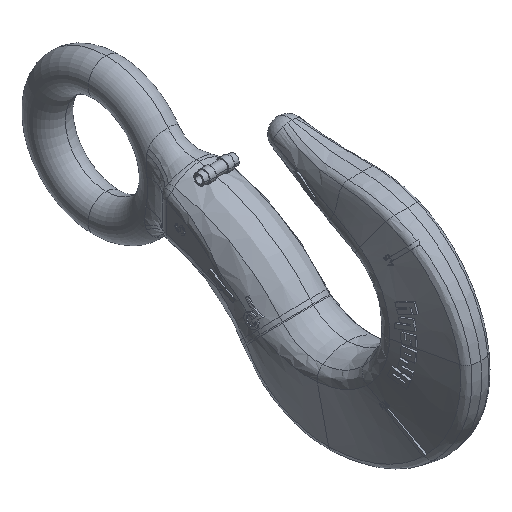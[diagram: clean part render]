
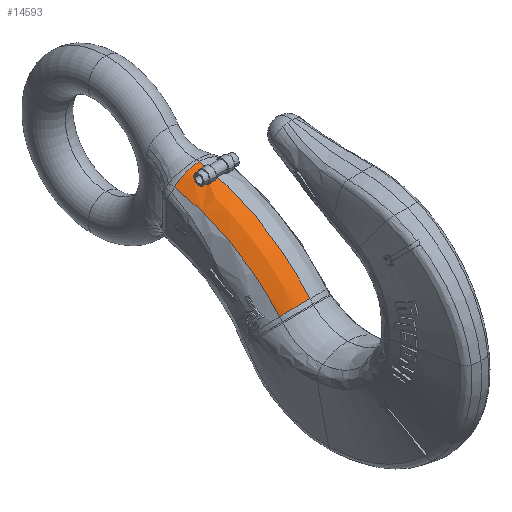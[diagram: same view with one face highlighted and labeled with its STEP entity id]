
A CAD part, isometric view. The second image highlights one B-rep face of the part: STEP entity #14593.
In plain terms, the highlighted free-form (B-spline) face has degree [3, 3] with [5, 7] control points.
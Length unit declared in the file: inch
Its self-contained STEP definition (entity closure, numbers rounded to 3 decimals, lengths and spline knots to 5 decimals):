
#548=CARTESIAN_POINT('',(0.,-14.8254,-1.92662));
#1787=CARTESIAN_POINT('',(0.,-8.12782,1.93007));
#1892=CARTESIAN_POINT('',(0.,-8.12782,1.93007));
#1893=CARTESIAN_POINT('',(-0.03876,-8.12782,
1.93007));
#1894=CARTESIAN_POINT('',(-0.11646,-8.12772,
1.92788));
#1895=CARTESIAN_POINT('',(-0.23335,-8.12722,
1.91799));
#1896=CARTESIAN_POINT('',(-0.34989,-8.12636,
1.90149));
#1897=CARTESIAN_POINT('',(-0.46551,-8.12514,
1.87843));
#1898=CARTESIAN_POINT('',(-0.57957,-8.12356,
1.84894));
#1899=CARTESIAN_POINT('',(-0.69157,-8.12162,
1.81316));
#1900=CARTESIAN_POINT('',(-0.80067,-8.11933,
1.77142));
#1901=CARTESIAN_POINT('',(-0.90722,-8.11672,
1.72363));
#1902=CARTESIAN_POINT('',(-1.0116,-8.11379,
1.66957));
#1903=CARTESIAN_POINT('',(-1.11303,-8.11052,
1.60958));
#1904=CARTESIAN_POINT('',(-1.21111,-8.1069,
1.54387));
#1905=CARTESIAN_POINT('',(-1.30538,-8.10293,
1.47274));
#1906=CARTESIAN_POINT('',(-1.39541,-8.09862,
1.39651));
#1907=CARTESIAN_POINT('',(-1.45235,-8.09553,
1.34252));
#1908=CARTESIAN_POINT('',(-1.48002,-8.09393,
1.31478));
#1910=CARTESIAN_POINT('',(-0.375,-9.17395,1.66157));
#1911=CARTESIAN_POINT('',(-0.375,-9.1515,1.66774));
#1912=CARTESIAN_POINT('',(-0.375,-9.10658,1.67992));
#1913=CARTESIAN_POINT('',(-0.375,-9.03917,1.69777));
#1914=CARTESIAN_POINT('',(-0.375,-8.99421,1.70938));
#1915=CARTESIAN_POINT('',(-0.375,-8.97172,1.71511));
#1917=CARTESIAN_POINT('',(-0.375,-8.97172,1.71511));
#1918=CARTESIAN_POINT('',(-0.38174,-8.97537,
1.71291));
#1919=CARTESIAN_POINT('',(-0.39408,-8.98276,
1.70864));
#1920=CARTESIAN_POINT('',(-0.40923,-8.9938,
1.70275));
#1921=CARTESIAN_POINT('',(-0.42143,-9.00468,
1.69739));
#1922=CARTESIAN_POINT('',(-0.43098,-9.01522,
1.69261));
#1923=CARTESIAN_POINT('',(-0.43828,-9.02535,
1.68838));
#1924=CARTESIAN_POINT('',(-0.44373,-9.03515,
1.68461));
#1925=CARTESIAN_POINT('',(-0.44762,-9.04471,
1.68123));
#1926=CARTESIAN_POINT('',(-0.45015,-9.05411,
1.67819));
#1927=CARTESIAN_POINT('',(-0.45145,-9.06346,
1.67543));
#1928=CARTESIAN_POINT('',(-0.45155,-9.07287,
1.67291));
#1929=CARTESIAN_POINT('',(-0.45047,-9.08243,
1.67062));
#1930=CARTESIAN_POINT('',(-0.44812,-9.0922,
1.66855));
#1931=CARTESIAN_POINT('',(-0.44437,-9.10232,
1.66669));
#1932=CARTESIAN_POINT('',(-0.43901,-9.11289,
1.66505));
#1933=CARTESIAN_POINT('',(-0.43173,-9.12403,
1.66365));
#1934=CARTESIAN_POINT('',(-0.4221,-9.13582,
1.66253));
#1935=CARTESIAN_POINT('',(-0.40975,-9.14818,
1.66177));
#1936=CARTESIAN_POINT('',(-0.39438,-9.16094,
1.66141));
#1937=CARTESIAN_POINT('',(-0.38185,-9.16962,
1.66146));
#1938=CARTESIAN_POINT('',(-0.375,-9.17395,1.66157));
#1940=CARTESIAN_POINT('',(0.,-8.12782,1.93007));
#1941=CARTESIAN_POINT('',(0.,-8.24738,1.90939));
#1942=CARTESIAN_POINT('',(0.,-9.1495,
1.73829));
#1943=CARTESIAN_POINT('',(0.,-10.86224,1.19241));
#1944=CARTESIAN_POINT('',(0.,-13.07696,-0.12393));
#1945=CARTESIAN_POINT('',(0.,-14.29913,-1.29846));
#1946=CARTESIAN_POINT('',(0.,-14.8254,-1.92662));
#1948=CARTESIAN_POINT('',(0.,-14.8254,-1.92662));
#1949=CARTESIAN_POINT('',(-0.26658,-14.8254,
-1.92662));
#1950=CARTESIAN_POINT('',(-0.81085,-14.75091,
-2.00466));
#1951=CARTESIAN_POINT('',(-1.25978,-14.53986,
-2.22606));
#1952=CARTESIAN_POINT('',(-1.44109,-14.41552,
-2.3568));
#1954=CARTESIAN_POINT('',(-1.48002,-8.09393,
1.31478));
#1955=CARTESIAN_POINT('',(-1.47983,-8.20811,
1.29444));
#1956=CARTESIAN_POINT('',(-1.47829,-9.0771,
1.1251));
#1957=CARTESIAN_POINT('',(-1.47311,-10.70406,
0.59418));
#1958=CARTESIAN_POINT('',(-1.4599,-12.78135,
-0.65607));
#1959=CARTESIAN_POINT('',(-1.44778,-13.92332,
-1.76277));
#1960=CARTESIAN_POINT('',(-1.44109,-14.41552,
-2.3568));
#2261=CARTESIAN_POINT('',(-1.44109,-14.41552,
-2.3568));
#7960=VERTEX_POINT('',#2261);
#8034=VERTEX_POINT('',#548);
#8385=VERTEX_POINT('',#1910);
#8386=VERTEX_POINT('',#1915);
#8398=VERTEX_POINT('',#1787);
#8399=VERTEX_POINT('',#1908);
#14543=CARTESIAN_POINT('',(0.01771,-8.04246,
1.94442));
#14544=CARTESIAN_POINT('',(0.0177,-8.19004,
1.92007));
#14545=CARTESIAN_POINT('',(0.01766,-9.11991,
1.74759));
#14546=CARTESIAN_POINT('',(0.01757,-10.86153,
1.19266));
#14547=CARTESIAN_POINT('',(0.01743,-13.09919,
-0.13713));
#14548=CARTESIAN_POINT('',(0.01734,-14.33635,
-1.33444));
#14549=CARTESIAN_POINT('',(0.0173,-14.87344,
-1.98448));
#14550=CARTESIAN_POINT('',(-0.26094,-8.0515,
1.94534));
#14551=CARTESIAN_POINT('',(-0.26083,-8.1995,
1.9208));
#14552=CARTESIAN_POINT('',(-0.2601,-9.13162,
1.7471));
#14553=CARTESIAN_POINT('',(-0.25873,-10.87322,
1.1898));
#14554=CARTESIAN_POINT('',(-0.25668,-13.10565,
-0.13972));
#14555=CARTESIAN_POINT('',(-0.25534,-14.33912,
-1.33414));
#14556=CARTESIAN_POINT('',(-0.25473,-14.87498,
-1.98261));
#14557=CARTESIAN_POINT('',(-0.81804,-8.05321,
1.83594));
#14558=CARTESIAN_POINT('',(-0.8183,-8.20071,
1.8112));
#14559=CARTESIAN_POINT('',(-0.81975,-9.12884,
1.63629));
#14560=CARTESIAN_POINT('',(-0.82077,-10.85435,
1.0789));
#14561=CARTESIAN_POINT('',(-0.81804,-13.05619,
-0.23906));
#14562=CARTESIAN_POINT('',(-0.81381,-14.27138,
-1.41894));
#14563=CARTESIAN_POINT('',(-0.81119,-14.79978,
-2.06004));
#14564=CARTESIAN_POINT('',(-1.29299,-8.0248,
1.5194));
#14565=CARTESIAN_POINT('',(-1.29306,-8.16936,
1.49471));
#14566=CARTESIAN_POINT('',(-1.29331,-9.07818,
1.32066));
#14567=CARTESIAN_POINT('',(-1.2914,-10.75886,
0.77146));
#14568=CARTESIAN_POINT('',(-1.28279,-12.8936,
-0.51395));
#14569=CARTESIAN_POINT('',(-1.2736,-14.07002,
-1.66147));
#14570=CARTESIAN_POINT('',(-1.26825,-14.58143,
-2.28603));
#14571=CARTESIAN_POINT('',(-1.49187,-8.00654,
1.31802));
#14572=CARTESIAN_POINT('',(-1.49163,-8.1493,
1.29381));
#14573=CARTESIAN_POINT('',(-1.48997,-9.04637,
1.12297));
#14574=CARTESIAN_POINT('',(-1.48449,-10.70065,
0.58317));
#14575=CARTESIAN_POINT('',(-1.47086,-12.79689,
-0.67845));
#14576=CARTESIAN_POINT('',(-1.4583,-13.95127,
-1.80511));
#14577=CARTESIAN_POINT('',(-1.45127,-14.45298,
-2.41925));
#14578=B_SPLINE_SURFACE_WITH_KNOTS('',3,3,((#14543,#14544,#14545,#14546,#14547,
#14548,#14549),(#14550,#14551,#14552,#14553,#14554,#14555,#14556),(#14557,
#14558,#14559,#14560,#14561,#14562,#14563),(#14564,#14565,#14566,#14567,#14568,
#14569,#14570),(#14571,#14572,#14573,#14574,#14575,#14576,#14577)),
.UNSPECIFIED.,.F.,.F.,.F.,(4,1,4),(4,1,1,1,4),(-0.00261,
0.12061,0.24363),(0.20522,0.25094,
0.49201,0.73307,0.98152),.UNSPECIFIED.);
#14579=ORIENTED_EDGE('',*,*,#14536,.F.);
#14581=ORIENTED_EDGE('',*,*,#14580,.T.);
#14582=ORIENTED_EDGE('',*,*,#10655,.T.);
#14584=ORIENTED_EDGE('',*,*,#14583,.F.);
#14585=EDGE_LOOP('',(#14579,#14581,#14582,#14584));
#14586=FACE_OUTER_BOUND('',#14585,.F.);
#14588=ORIENTED_EDGE('',*,*,#14587,.T.);
#14590=ORIENTED_EDGE('',*,*,#14589,.T.);
#14591=EDGE_LOOP('',(#14588,#14590));
#14592=FACE_BOUND('',#14591,.F.);
#14593=ADVANCED_FACE('',(#14586,#14592),#14578,.T.);
#1909=B_SPLINE_CURVE_WITH_KNOTS('',3,(#1892,#1893,#1894,#1895,#1896,#1897,#1898,
#1899,#1900,#1901,#1902,#1903,#1904,#1905,#1906,#1907,#1908),.UNSPECIFIED.,.F.,
.F.,(4,1,1,1,1,1,1,1,1,1,1,1,1,1,4),(0.,0.07143,0.14286,
0.21429,0.28571,0.35714,0.42857,0.5,
0.57143,0.64286,0.71429,0.78571,
0.85714,0.92857,1.),.UNSPECIFIED.);
#1916=B_SPLINE_CURVE_WITH_KNOTS('',3,(#1910,#1911,#1912,#1913,#1914,#1915),
.UNSPECIFIED.,.F.,.F.,(4,1,1,4),(0.,0.33333,0.66667,1.),
.UNSPECIFIED.);
#1939=B_SPLINE_CURVE_WITH_KNOTS('',3,(#1917,#1918,#1919,#1920,#1921,#1922,#1923,
#1924,#1925,#1926,#1927,#1928,#1929,#1930,#1931,#1932,#1933,#1934,#1935,#1936,
#1937,#1938),.UNSPECIFIED.,.F.,.F.,(4,1,1,1,1,1,1,1,1,1,1,1,1,1,1,1,1,1,1,4),(
0.,0.05263,0.10526,0.15789,0.21053,
0.26316,0.31579,0.36842,0.42105,
0.47368,0.52632,0.57895,0.63158,
0.68421,0.73684,0.78947,0.84211,
0.89474,0.94737,1.),.UNSPECIFIED.);
#1947=B_SPLINE_CURVE_WITH_KNOTS('',3,(#1940,#1941,#1942,#1943,#1944,#1945,
#1946),.UNSPECIFIED.,.F.,.F.,(4,1,1,1,4),(0.,0.04863,
0.36576,0.68288,1.),.UNSPECIFIED.);
#1953=B_SPLINE_CURVE_WITH_KNOTS('',3,(#1948,#1949,#1950,#1951,#1952),
.UNSPECIFIED.,.F.,.F.,(4,1,4),(0.,0.5,1.),.UNSPECIFIED.);
#1961=B_SPLINE_CURVE_WITH_KNOTS('',3,(#1954,#1955,#1956,#1957,#1958,#1959,
#1960),.UNSPECIFIED.,.F.,.F.,(4,1,1,1,4),(0.,0.04806,
0.36538,0.68269,1.),.UNSPECIFIED.);
#10655=EDGE_CURVE('',#8034,#7960,#1953,.T.);
#14536=EDGE_CURVE('',#8398,#8399,#1909,.T.);
#14580=EDGE_CURVE('',#8398,#8034,#1947,.T.);
#14583=EDGE_CURVE('',#8399,#7960,#1961,.T.);
#14587=EDGE_CURVE('',#8385,#8386,#1916,.T.);
#14589=EDGE_CURVE('',#8386,#8385,#1939,.T.);
